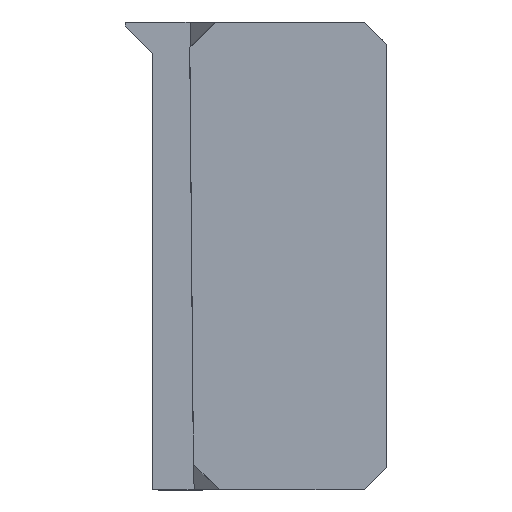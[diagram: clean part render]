
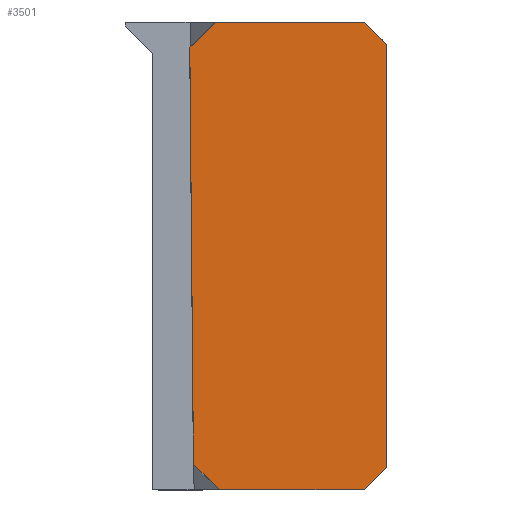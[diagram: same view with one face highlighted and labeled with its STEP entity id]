
A CAD part, top view. The second image highlights one B-rep face of the part: STEP entity #3501.
In plain terms, the highlighted planar face has unit normal (-0.009, 0, 1).
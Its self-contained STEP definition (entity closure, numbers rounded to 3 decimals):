
#125 = EDGE_CURVE ( 'NONE', #2553, #598, #627, .T. ) ;
#164 = LINE ( 'NONE', #3597, #2569 ) ;
#168 = LINE ( 'NONE', #3671, #1624 ) ;
#312 = VECTOR ( 'NONE', #3692, 1000. ) ;
#402 = DIRECTION ( 'NONE',  ( -0.707, -0.707, -0.006 ) ) ;
#419 = EDGE_CURVE ( 'NONE', #1959, #1554, #1316, .T. ) ;
#501 = EDGE_CURVE ( 'NONE', #2770, #1157, #2510, .T. ) ;
#509 = CARTESIAN_POINT ( 'NONE',  ( 3.631, 40.017, -0.152 ) ) ;
#518 = ORIENTED_EDGE ( 'NONE', *, *, #2078, .T. ) ;
#545 = ORIENTED_EDGE ( 'NONE', *, *, #501, .F. ) ;
#554 = DIRECTION ( 'NONE',  ( 1., 0., 0.009 ) ) ;
#598 = VERTEX_POINT ( 'NONE', #509 ) ;
#610 = AXIS2_PLACEMENT_3D ( 'NONE', #2688, #1657, #944 ) ;
#627 = LINE ( 'NONE', #4132, #957 ) ;
#641 = CARTESIAN_POINT ( 'NONE',  ( 3.962, 2., -0.149 ) ) ;
#742 = CARTESIAN_POINT ( 'NONE',  ( 5.998, 0., -0.131 ) ) ;
#769 = ORIENTED_EDGE ( 'NONE', *, *, #419, .T. ) ;
#819 = VERTEX_POINT ( 'NONE', #4422 ) ;
#944 = DIRECTION ( 'NONE',  ( 1., 0., 0.009 ) ) ;
#957 = VECTOR ( 'NONE', #1015, 1000. ) ;
#973 = CARTESIAN_POINT ( 'NONE',  ( 5.739, 0.255, -0.133 ) ) ;
#980 = CARTESIAN_POINT ( 'NONE',  ( 19., 42., -0.017 ) ) ;
#1015 = DIRECTION ( 'NONE',  ( 0.707, 0.707, 0.006 ) ) ;
#1054 = DIRECTION ( 'NONE',  ( 0., 1., 0. ) ) ;
#1157 = VERTEX_POINT ( 'NONE', #3827 ) ;
#1172 = DIRECTION ( 'NONE',  ( -0.713, 0.701, -0.006 ) ) ;
#1175 = ORIENTED_EDGE ( 'NONE', *, *, #3408, .T. ) ;
#1243 = VERTEX_POINT ( 'NONE', #742 ) ;
#1271 = VECTOR ( 'NONE', #2393, 1000. ) ;
#1286 = LINE ( 'NONE', #3994, #312 ) ;
#1316 = LINE ( 'NONE', #4134, #1271 ) ;
#1367 = VECTOR ( 'NONE', #3162, 1000. ) ;
#1376 = ORIENTED_EDGE ( 'NONE', *, *, #2924, .T. ) ;
#1382 = LINE ( 'NONE', #1760, #1367 ) ;
#1410 = CARTESIAN_POINT ( 'NONE',  ( 21., 0., 0. ) ) ;
#1444 = CARTESIAN_POINT ( 'NONE',  ( 3.646, 40.032, -0.151 ) ) ;
#1477 = VECTOR ( 'NONE', #2550, 1000. ) ;
#1540 = VERTEX_POINT ( 'NONE', #980 ) ;
#1554 = VERTEX_POINT ( 'NONE', #1690 ) ;
#1601 = EDGE_CURVE ( 'NONE', #4225, #598, #2555, .T. ) ;
#1603 = ORIENTED_EDGE ( 'NONE', *, *, #125, .F. ) ;
#1624 = VECTOR ( 'NONE', #554, 1000. ) ;
#1657 = DIRECTION ( 'NONE',  ( -0.009, 0., 1. ) ) ;
#1690 = CARTESIAN_POINT ( 'NONE',  ( 21., 2., 0. ) ) ;
#1760 = CARTESIAN_POINT ( 'NONE',  ( 3.331, 40.017, -0.154 ) ) ;
#1767 = VECTOR ( 'NONE', #1054, 1000. ) ;
#1839 = CARTESIAN_POINT ( 'NONE',  ( 19., 0., -0.017 ) ) ;
#1882 = CARTESIAN_POINT ( 'NONE',  ( 5.614, 42., -0.134 ) ) ;
#1959 = VERTEX_POINT ( 'NONE', #1839 ) ;
#1970 = CARTESIAN_POINT ( 'NONE',  ( 3.333, 39.72, -0.154 ) ) ;
#1994 = EDGE_CURVE ( 'NONE', #1540, #4225, #2207, .T. ) ;
#2078 = EDGE_CURVE ( 'NONE', #2770, #3532, #1286, .T. ) ;
#2083 = VECTOR ( 'NONE', #1172, 1000. ) ;
#2149 = ORIENTED_EDGE ( 'NONE', *, *, #1601, .T. ) ;
#2207 = LINE ( 'NONE', #3576, #3015 ) ;
#2393 = DIRECTION ( 'NONE',  ( 0.707, 0.707, 0.006 ) ) ;
#2433 = EDGE_CURVE ( 'NONE', #3835, #1540, #164, .T. ) ;
#2463 = CARTESIAN_POINT ( 'NONE',  ( 3.962, 2., -0.149 ) ) ;
#2510 = LINE ( 'NONE', #2463, #2083 ) ;
#2550 = DIRECTION ( 'NONE',  ( 0.009, -1., 0. ) ) ;
#2553 = VERTEX_POINT ( 'NONE', #1970 ) ;
#2555 = LINE ( 'NONE', #1444, #2791 ) ;
#2569 = VECTOR ( 'NONE', #4394, 1000. ) ;
#2688 = CARTESIAN_POINT ( 'NONE',  ( 21., 0., 0. ) ) ;
#2735 = FACE_OUTER_BOUND ( 'NONE', #3149, .T. ) ;
#2770 = VERTEX_POINT ( 'NONE', #3546 ) ;
#2791 = VECTOR ( 'NONE', #402, 1000. ) ;
#2901 = DIRECTION ( 'NONE',  ( -1., 0., -0.009 ) ) ;
#2903 = LINE ( 'NONE', #4293, #1477 ) ;
#2924 = EDGE_CURVE ( 'NONE', #819, #1243, #3709, .T. ) ;
#3015 = VECTOR ( 'NONE', #2901, 1000. ) ;
#3137 = LINE ( 'NONE', #1410, #1767 ) ;
#3149 = EDGE_LOOP ( 'NONE', ( #2149, #1603, #3543, #545, #518, #1175, #1376, #3623, #769, #4109, #3769, #3611 ) ) ;
#3162 = DIRECTION ( 'NONE',  ( -0.009, 1., 0. ) ) ;
#3248 = EDGE_CURVE ( 'NONE', #1243, #1959, #168, .T. ) ;
#3382 = VECTOR ( 'NONE', #4452, 1000. ) ;
#3408 = EDGE_CURVE ( 'NONE', #3532, #819, #2903, .T. ) ;
#3501 = ADVANCED_FACE ( 'NONE', ( #2735 ), #4042, .T. ) ;
#3532 = VERTEX_POINT ( 'NONE', #641 ) ;
#3543 = ORIENTED_EDGE ( 'NONE', *, *, #4147, .F. ) ;
#3546 = CARTESIAN_POINT ( 'NONE',  ( 3.962, 2., -0.149 ) ) ;
#3576 = CARTESIAN_POINT ( 'NONE',  ( -0.169, 42., -0.185 ) ) ;
#3597 = CARTESIAN_POINT ( 'NONE',  ( 20.915, 40.085, -0.001 ) ) ;
#3611 = ORIENTED_EDGE ( 'NONE', *, *, #1994, .T. ) ;
#3623 = ORIENTED_EDGE ( 'NONE', *, *, #3248, .T. ) ;
#3671 = CARTESIAN_POINT ( 'NONE',  ( -0.169, 0., -0.185 ) ) ;
#3692 = DIRECTION ( 'NONE',  ( 1., 0., 0.009 ) ) ;
#3709 = LINE ( 'NONE', #973, #3382 ) ;
#3718 = EDGE_CURVE ( 'NONE', #1554, #3835, #3137, .T. ) ;
#3769 = ORIENTED_EDGE ( 'NONE', *, *, #2433, .T. ) ;
#3827 = CARTESIAN_POINT ( 'NONE',  ( 3.66, 2.297, -0.151 ) ) ;
#3835 = VERTEX_POINT ( 'NONE', #3968 ) ;
#3968 = CARTESIAN_POINT ( 'NONE',  ( 21., 40., 0. ) ) ;
#3994 = CARTESIAN_POINT ( 'NONE',  ( 3.663, 2., -0.151 ) ) ;
#4042 = PLANE ( 'NONE',  #610 ) ;
#4109 = ORIENTED_EDGE ( 'NONE', *, *, #3718, .T. ) ;
#4132 = CARTESIAN_POINT ( 'NONE',  ( 3.631, 40.017, -0.152 ) ) ;
#4134 = CARTESIAN_POINT ( 'NONE',  ( 18.915, -0.085, -0.018 ) ) ;
#4147 = EDGE_CURVE ( 'NONE', #1157, #2553, #1382, .T. ) ;
#4225 = VERTEX_POINT ( 'NONE', #1882 ) ;
#4293 = CARTESIAN_POINT ( 'NONE',  ( 3.98, 0., -0.149 ) ) ;
#4394 = DIRECTION ( 'NONE',  ( -0.707, 0.707, -0.006 ) ) ;
#4422 = CARTESIAN_POINT ( 'NONE',  ( 3.962, 2., -0.149 ) ) ;
#4452 = DIRECTION ( 'NONE',  ( 0.713, -0.701, 0.006 ) ) ;
